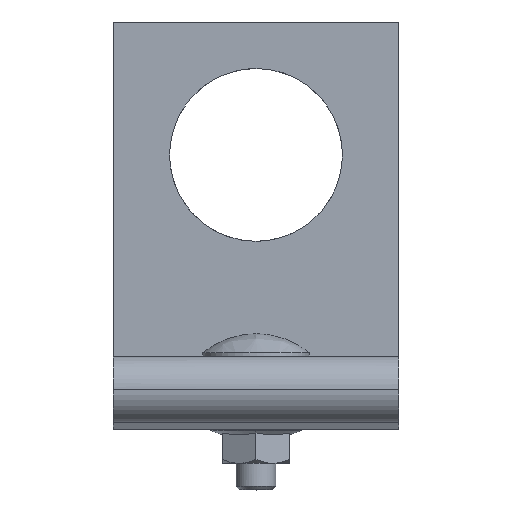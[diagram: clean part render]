
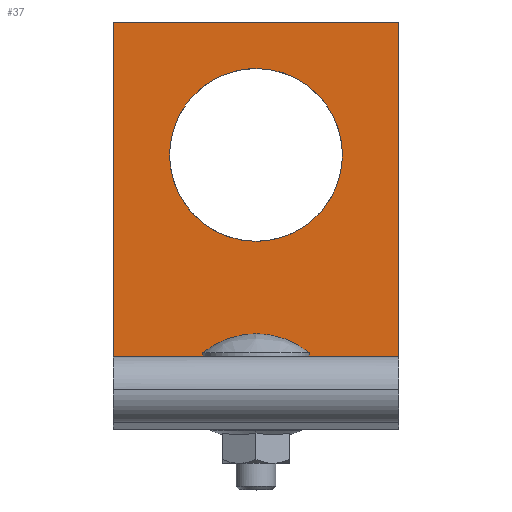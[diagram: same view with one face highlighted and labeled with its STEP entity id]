
A CAD part, top view. The second image highlights one B-rep face of the part: STEP entity #37.
In plain terms, the highlighted planar face has unit normal (0, 0, 1).
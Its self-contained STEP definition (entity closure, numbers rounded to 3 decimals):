
#24=FACE_BOUND('',#180,.T.);
#37=ADVANCED_FACE('',(#108,#24),#1022,.T.);
#108=FACE_OUTER_BOUND('',#179,.T.);
#179=EDGE_LOOP('',(#283,#284,#285,#286));
#180=EDGE_LOOP('',(#287,#288));
#283=ORIENTED_EDGE('',*,*,#581,.F.);
#284=ORIENTED_EDGE('',*,*,#592,.T.);
#285=ORIENTED_EDGE('',*,*,#584,.F.);
#286=ORIENTED_EDGE('',*,*,#593,.T.);
#287=ORIENTED_EDGE('',*,*,#608,.T.);
#288=ORIENTED_EDGE('',*,*,#612,.T.);
#581=EDGE_CURVE('',#899,#894,#806,.T.);
#584=EDGE_CURVE('',#902,#903,#809,.T.);
#592=EDGE_CURVE('',#899,#903,#817,.T.);
#593=EDGE_CURVE('',#902,#894,#818,.T.);
#608=EDGE_CURVE('',#910,#913,#738,.T.);
#612=EDGE_CURVE('',#913,#910,#742,.T.);
#738=(
BOUNDED_CURVE()
B_SPLINE_CURVE(2,(#1553,#1554,#1555,#1556,#1557),.UNSPECIFIED.,.F.,.F.)
B_SPLINE_CURVE_WITH_KNOTS((3,2,3),(0.,20.42,40.841),
 .UNSPECIFIED.)
CURVE()
GEOMETRIC_REPRESENTATION_ITEM()
RATIONAL_B_SPLINE_CURVE((1.,0.707,1.,0.707,1.))
REPRESENTATION_ITEM('')
);
#742=(
BOUNDED_CURVE()
B_SPLINE_CURVE(2,(#1567,#1568,#1569,#1570,#1571),.UNSPECIFIED.,.F.,.F.)
B_SPLINE_CURVE_WITH_KNOTS((3,2,3),(40.841,61.261,81.681),
 .UNSPECIFIED.)
CURVE()
GEOMETRIC_REPRESENTATION_ITEM()
RATIONAL_B_SPLINE_CURVE((1.,0.707,1.,0.707,1.))
REPRESENTATION_ITEM('')
);
#806=B_SPLINE_CURVE_WITH_KNOTS('',1,(#1489,#1490),.UNSPECIFIED.,.F.,.F.,
(2,2),(219.143,264.788),.UNSPECIFIED.);
#809=B_SPLINE_CURVE_WITH_KNOTS('',1,(#1496,#1497),.UNSPECIFIED.,.F.,.F.,
(2,2),(-42.332,3.312),.UNSPECIFIED.);
#817=B_SPLINE_CURVE_WITH_KNOTS('',1,(#1513,#1514),.UNSPECIFIED.,.F.,.F.,
(2,2),(180.257,223.257),.UNSPECIFIED.);
#818=B_SPLINE_CURVE_WITH_KNOTS('',1,(#1515,#1516),.UNSPECIFIED.,.F.,.F.,
(2,2),(268.902,311.902),.UNSPECIFIED.);
#894=VERTEX_POINT('',#1436);
#899=VERTEX_POINT('',#1441);
#902=VERTEX_POINT('',#1444);
#903=VERTEX_POINT('',#1445);
#910=VERTEX_POINT('',#1452);
#913=VERTEX_POINT('',#1455);
#1022=PLANE('',#1238);
#1238=AXIS2_PLACEMENT_3D('',#1328,#1283,$);
#1283=DIRECTION('',(0.,0.,1.));
#1328=CARTESIAN_POINT('',(-25.801,-55.551,0.));
#1436=CARTESIAN_POINT('',(-21.5,0.,0.));
#1441=CARTESIAN_POINT('',(-21.5,-50.5,0.));
#1444=CARTESIAN_POINT('',(21.5,0.,0.));
#1445=CARTESIAN_POINT('',(21.5,-50.5,0.));
#1452=CARTESIAN_POINT('',(0.,-33.,0.));
#1455=CARTESIAN_POINT('',(0.,-7.,0.));
#1489=CARTESIAN_POINT('',(-21.5,-50.5,0.));
#1490=CARTESIAN_POINT('',(-21.5,0.,0.));
#1496=CARTESIAN_POINT('',(21.5,0.,0.));
#1497=CARTESIAN_POINT('',(21.5,-50.5,0.));
#1513=CARTESIAN_POINT('',(-21.5,-50.5,0.));
#1514=CARTESIAN_POINT('',(21.5,-50.5,0.));
#1515=CARTESIAN_POINT('',(21.5,0.,0.));
#1516=CARTESIAN_POINT('',(-21.5,0.,0.));
#1553=CARTESIAN_POINT('',(0.,-33.,0.));
#1554=CARTESIAN_POINT('',(-13.,-33.,0.));
#1555=CARTESIAN_POINT('',(-13.,-20.,0.));
#1556=CARTESIAN_POINT('',(-13.,-7.,0.));
#1557=CARTESIAN_POINT('',(0.,-7.,0.));
#1567=CARTESIAN_POINT('',(0.,-7.,0.));
#1568=CARTESIAN_POINT('',(13.,-7.,0.));
#1569=CARTESIAN_POINT('',(13.,-20.,0.));
#1570=CARTESIAN_POINT('',(13.,-33.,0.));
#1571=CARTESIAN_POINT('',(0.,-33.,0.));
